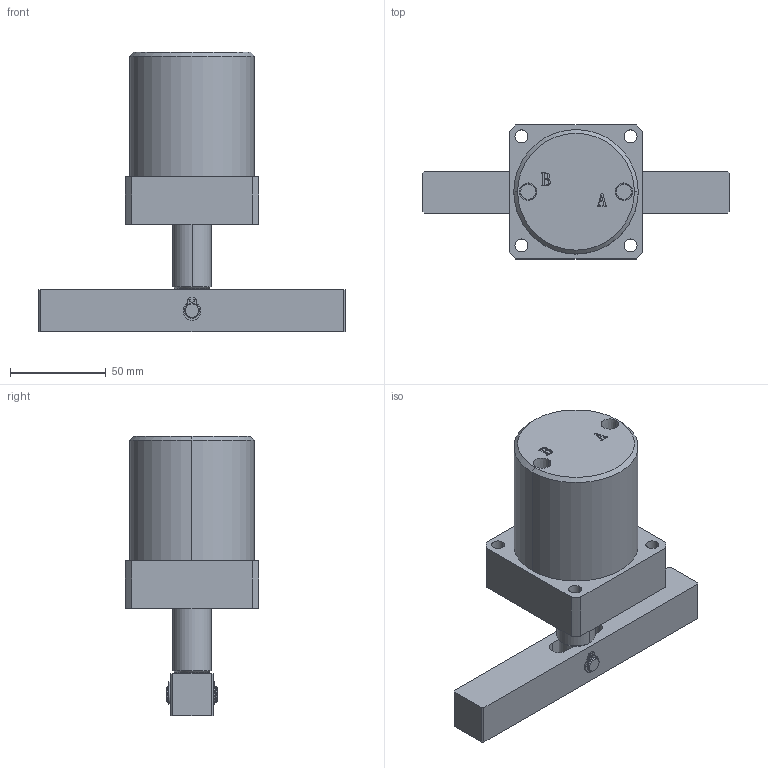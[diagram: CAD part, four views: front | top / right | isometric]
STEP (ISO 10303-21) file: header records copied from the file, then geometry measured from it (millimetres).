
FILE_DESCRIPTION (( 'STEP AP203' ), '1' );
FILE_NAME ('HASC-FA50D.STEP', '2019-10-14T11:06:21', ( '微软用户' ), ( '微软中国' ), 'SwSTEP 2.0', 'SolidWorks 2012', '' );
FILE_SCHEMA (( 'CONFIG_CONTROL_DESIGN' ));
Length unit declared in the file: millimetre
Products named in the file (6): HASC-FA50D; circlips for shaft--type a small gb_GB_CONNECTING_PIECE_RING_RRA 8; HASC-FA50D种隊; HASC-FA50D邧揤旋; HASC-50D 活塞杆; HASC-FA50掛极
Assembly tree (6 placements, depth 2):
  HASC-FA50D
    HASC-FA50掛极
    HASC-50D 活塞杆
    HASC-FA50D邧揤旋
    HASC-FA50D种隊
    circlips for shaft--type a small gb_GB_CONNECTING_PIECE_RING_RRA 8  x2
Bounding box: 160 x 70 x 146 mm (x, y, z)
Volume: 356769.8 mm3; surface area: 72332.6 mm2
Topology: 6 solids, 6 shells, 216 faces, 527 edges, 344 vertices
Faces by surface type: plane 91, cylinder 85, cone 18, bspline 16, torus 6
Entity records: 7132 total; most frequent: CARTESIAN_POINT 1832, DIRECTION 986, ORIENTED_EDGE 940, EDGE_CURVE 470, AXIS2_PLACEMENT_3D 364, VERTEX_POINT 306, VECTOR 258, LINE 258
